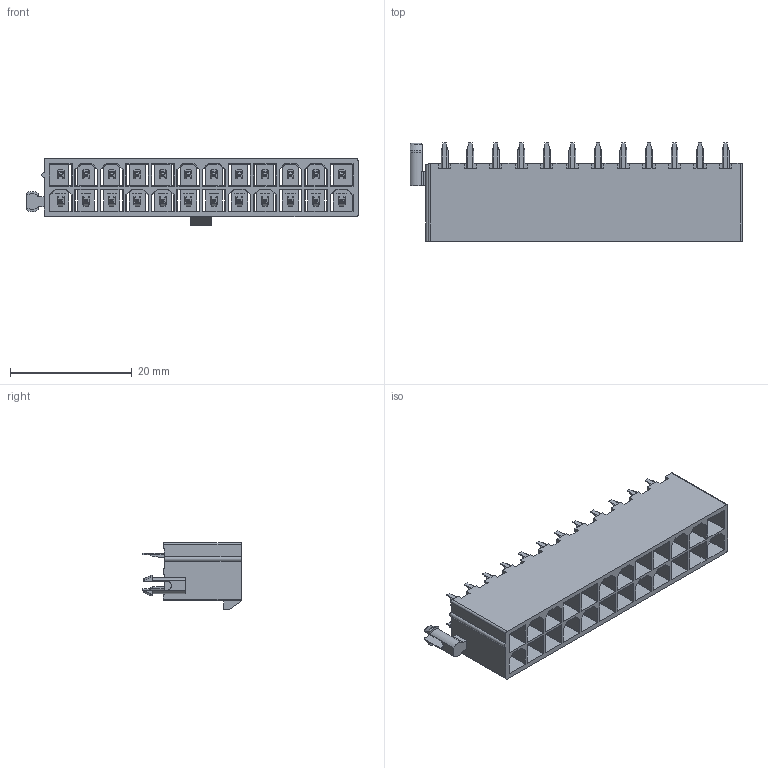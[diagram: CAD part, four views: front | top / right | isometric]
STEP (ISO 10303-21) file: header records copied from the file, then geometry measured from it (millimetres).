
FILE_DESCRIPTION( ('This file contains a STEP AP42 implementation' ,'as created by ZW3D STEP Interface translator.') ,'2;1' );
FILE_NAME( 'WF4201-2WS12WA3.stp' ,'231024.104651', (''), ('ZWCAD Software Co.'), 'Version 1.0', 'ZW3D to STEP translator', '' );
FILE_SCHEMA(('AUTOMOTIVE_DESIGN { 1 0 10303 214 1 1 1 1 }'));
Length unit declared in the file: millimetre
Products named in the file (2): 0; WF4201-2WS12WA3
Bounding box: 54.6 x 16.2 x 11 mm (x, y, z)
Volume: 2975.2 mm3; surface area: 7666.1 mm2
Topology: 1 solids, 1 shells, 4819 faces, 12694 edges, 7751 vertices
Faces by surface type: plane 3601, bspline 772, cylinder 442, cone 4
Entity records: 167141 total; most frequent: CARTESIAN_POINT 49133, ORIENTED_EDGE 25514, DIRECTION 20015, EDGE_CURVE 12718, VECTOR 10509, LINE 10509, VERTEX_POINT 7775, EDGE_LOOP 4916
